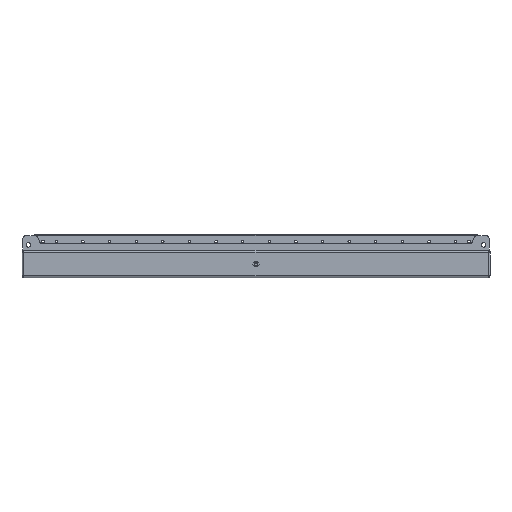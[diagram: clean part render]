
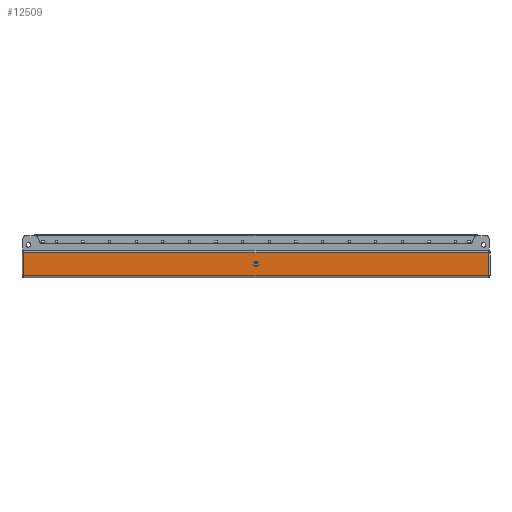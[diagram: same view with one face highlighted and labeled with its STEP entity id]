
A CAD part, front view. The second image highlights one B-rep face of the part: STEP entity #12509.
In plain terms, the highlighted planar face has unit normal (0, -1, 0).
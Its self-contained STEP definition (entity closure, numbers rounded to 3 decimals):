
#214 = VECTOR ( 'NONE', #15968, 1000. ) ;
#265 = PLANE ( 'NONE',  #14416 ) ;
#298 = EDGE_CURVE ( 'NONE', #7308, #13573, #17392, .T. ) ;
#369 = VERTEX_POINT ( 'NONE', #9733 ) ;
#516 = ORIENTED_EDGE ( 'NONE', *, *, #298, .F. ) ;
#1346 = DIRECTION ( 'NONE',  ( 0.5, 0., 0.866 ) ) ;
#1466 = LINE ( 'NONE', #8715, #214 ) ;
#1814 = CARTESIAN_POINT ( 'NONE',  ( -2.656, -1.5, -4.6 ) ) ;
#2263 = FACE_OUTER_BOUND ( 'NONE', #9016, .T. ) ;
#3532 = VECTOR ( 'NONE', #21200, 1000. ) ;
#4261 = EDGE_CURVE ( 'NONE', #369, #5170, #12270, .T. ) ;
#4480 = CARTESIAN_POINT ( 'NONE',  ( -436.5, -1.5, 22. ) ) ;
#4578 = VERTEX_POINT ( 'NONE', #4901 ) ;
#4725 = VERTEX_POINT ( 'NONE', #12590 ) ;
#4792 = DIRECTION ( 'NONE',  ( -0.5, 0., -0.866 ) ) ;
#4901 = CARTESIAN_POINT ( 'NONE',  ( -2.656, -1.5, -4.6 ) ) ;
#4947 = CARTESIAN_POINT ( 'NONE',  ( -5.312, -1.5, 0. ) ) ;
#5170 = VERTEX_POINT ( 'NONE', #4480 ) ;
#5571 = ORIENTED_EDGE ( 'NONE', *, *, #17384, .F. ) ;
#5588 = FACE_BOUND ( 'NONE', #19211, .T. ) ;
#6977 = LINE ( 'NONE', #10521, #7769 ) ;
#7010 = CARTESIAN_POINT ( 'NONE',  ( 436.5, -1.5, -22. ) ) ;
#7158 = CARTESIAN_POINT ( 'NONE',  ( 2.656, -1.5, 4.6 ) ) ;
#7308 = VERTEX_POINT ( 'NONE', #20779 ) ;
#7769 = VECTOR ( 'NONE', #13762, 1000. ) ;
#8402 = EDGE_CURVE ( 'NONE', #4578, #7308, #10689, .T. ) ;
#8608 = CARTESIAN_POINT ( 'NONE',  ( 437.646, -1.5, 22. ) ) ;
#8715 = CARTESIAN_POINT ( 'NONE',  ( -5.312, -1.5, 0. ) ) ;
#8771 = VERTEX_POINT ( 'NONE', #21602 ) ;
#8991 = ORIENTED_EDGE ( 'NONE', *, *, #12083, .F. ) ;
#9016 = EDGE_LOOP ( 'NONE', ( #10524, #14957, #22540, #9089 ) ) ;
#9089 = ORIENTED_EDGE ( 'NONE', *, *, #11852, .T. ) ;
#9514 = VECTOR ( 'NONE', #14401, 1000. ) ;
#9733 = CARTESIAN_POINT ( 'NONE',  ( 436.5, -1.5, 22. ) ) ;
#10521 = CARTESIAN_POINT ( 'NONE',  ( 5.312, -1.5, 0. ) ) ;
#10524 = ORIENTED_EDGE ( 'NONE', *, *, #18831, .T. ) ;
#10689 = LINE ( 'NONE', #1814, #17366 ) ;
#10939 = LINE ( 'NONE', #21753, #23373 ) ;
#11267 = ORIENTED_EDGE ( 'NONE', *, *, #15328, .F. ) ;
#11852 = EDGE_CURVE ( 'NONE', #14456, #20044, #12256, .T. ) ;
#11929 = ORIENTED_EDGE ( 'NONE', *, *, #8402, .F. ) ;
#11990 = LINE ( 'NONE', #19465, #19890 ) ;
#12083 = EDGE_CURVE ( 'NONE', #4725, #8771, #16201, .T. ) ;
#12256 = LINE ( 'NONE', #15847, #14833 ) ;
#12270 = LINE ( 'NONE', #8608, #3532 ) ;
#12366 = CARTESIAN_POINT ( 'NONE',  ( -2.656, -1.5, 4.6 ) ) ;
#12509 = ADVANCED_FACE ( 'NONE', ( #5588, #2263 ), #265, .T. ) ;
#12590 = CARTESIAN_POINT ( 'NONE',  ( 2.656, -1.5, 4.6 ) ) ;
#12595 = DIRECTION ( 'NONE',  ( 1., 0., 0. ) ) ;
#13033 = VECTOR ( 'NONE', #1346, 1000. ) ;
#13573 = VERTEX_POINT ( 'NONE', #18913 ) ;
#13762 = DIRECTION ( 'NONE',  ( -0.5, 0., 0.866 ) ) ;
#14401 = DIRECTION ( 'NONE',  ( -1., 0., 0. ) ) ;
#14416 = AXIS2_PLACEMENT_3D ( 'NONE', #14620, #20190, #20070 ) ;
#14456 = VERTEX_POINT ( 'NONE', #16195 ) ;
#14620 = CARTESIAN_POINT ( 'NONE',  ( 0., -1.5, 0. ) ) ;
#14833 = VECTOR ( 'NONE', #19521, 1000. ) ;
#14957 = ORIENTED_EDGE ( 'NONE', *, *, #4261, .T. ) ;
#15328 = EDGE_CURVE ( 'NONE', #13573, #4725, #6977, .T. ) ;
#15847 = CARTESIAN_POINT ( 'NONE',  ( -439.5, -1.5, -22. ) ) ;
#15968 = DIRECTION ( 'NONE',  ( 0.5, 0., -0.866 ) ) ;
#16195 = CARTESIAN_POINT ( 'NONE',  ( -436.5, -1.5, -22. ) ) ;
#16201 = LINE ( 'NONE', #7158, #9514 ) ;
#16414 = DIRECTION ( 'NONE',  ( 0., 0., 1. ) ) ;
#16883 = EDGE_CURVE ( 'NONE', #5170, #14456, #11990, .T. ) ;
#17366 = VECTOR ( 'NONE', #12595, 1000. ) ;
#17379 = LINE ( 'NONE', #12366, #21450 ) ;
#17384 = EDGE_CURVE ( 'NONE', #22050, #4578, #1466, .T. ) ;
#17392 = LINE ( 'NONE', #17623, #13033 ) ;
#17623 = CARTESIAN_POINT ( 'NONE',  ( 2.656, -1.5, -4.6 ) ) ;
#17624 = EDGE_CURVE ( 'NONE', #8771, #22050, #17379, .T. ) ;
#17694 = DIRECTION ( 'NONE',  ( 0., 0., -1. ) ) ;
#18831 = EDGE_CURVE ( 'NONE', #20044, #369, #10939, .T. ) ;
#18913 = CARTESIAN_POINT ( 'NONE',  ( 5.312, -1.5, 0. ) ) ;
#19211 = EDGE_LOOP ( 'NONE', ( #22831, #8991, #11267, #516, #11929, #5571 ) ) ;
#19465 = CARTESIAN_POINT ( 'NONE',  ( -436.5, -1.5, 23.146 ) ) ;
#19521 = DIRECTION ( 'NONE',  ( 1., 0., 0. ) ) ;
#19890 = VECTOR ( 'NONE', #17694, 1000. ) ;
#20044 = VERTEX_POINT ( 'NONE', #7010 ) ;
#20070 = DIRECTION ( 'NONE',  ( 0., 0., -1. ) ) ;
#20190 = DIRECTION ( 'NONE',  ( 0., -1., 0. ) ) ;
#20779 = CARTESIAN_POINT ( 'NONE',  ( 2.656, -1.5, -4.6 ) ) ;
#21200 = DIRECTION ( 'NONE',  ( -1., 0., 0. ) ) ;
#21450 = VECTOR ( 'NONE', #4792, 1000. ) ;
#21602 = CARTESIAN_POINT ( 'NONE',  ( -2.656, -1.5, 4.6 ) ) ;
#21753 = CARTESIAN_POINT ( 'NONE',  ( 436.5, -1.5, -22. ) ) ;
#22050 = VERTEX_POINT ( 'NONE', #4947 ) ;
#22540 = ORIENTED_EDGE ( 'NONE', *, *, #16883, .T. ) ;
#22831 = ORIENTED_EDGE ( 'NONE', *, *, #17624, .F. ) ;
#23373 = VECTOR ( 'NONE', #16414, 1000. ) ;
